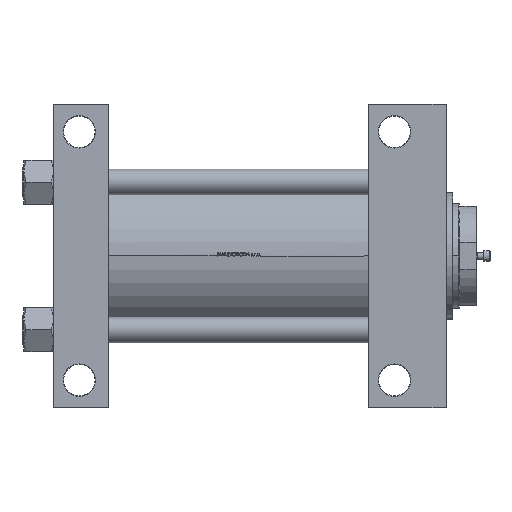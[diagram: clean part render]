
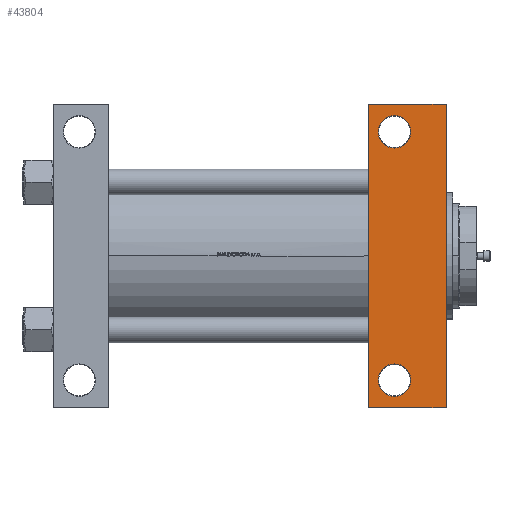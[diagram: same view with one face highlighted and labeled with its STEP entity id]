
A CAD part, front view. The second image highlights one B-rep face of the part: STEP entity #43804.
In plain terms, the highlighted face is planar.
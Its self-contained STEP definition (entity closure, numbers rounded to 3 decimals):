
#564 = CIRCLE ( 'NONE', #27983, 17. ) ;
#900 = VERTEX_POINT ( 'NONE', #34048 ) ;
#982 = PLANE ( 'NONE',  #42169 ) ;
#3213 = ORIENTED_EDGE ( 'NONE', *, *, #41571, .T. ) ;
#4233 = CARTESIAN_POINT ( 'NONE',  ( 330., -159., -102.5 ) ) ;
#4358 = CARTESIAN_POINT ( 'NONE',  ( 374., 130., -102.5 ) ) ;
#4894 = DIRECTION ( 'NONE',  ( 0., 0., -1. ) ) ;
#7026 = CARTESIAN_POINT ( 'NONE',  ( 357., -130., -102.5 ) ) ;
#8568 = ORIENTED_EDGE ( 'NONE', *, *, #32842, .T. ) ;
#9856 = CIRCLE ( 'NONE', #33338, 17. ) ;
#10408 = DIRECTION ( 'NONE',  ( 0., 1., 0. ) ) ;
#11636 = DIRECTION ( 'NONE',  ( 0., 0., 1. ) ) ;
#11725 = ORIENTED_EDGE ( 'NONE', *, *, #37215, .T. ) ;
#11749 = VERTEX_POINT ( 'NONE', #24504 ) ;
#13191 = ORIENTED_EDGE ( 'NONE', *, *, #39914, .F. ) ;
#13233 = AXIS2_PLACEMENT_3D ( 'NONE', #7026, #36684, #25182 ) ;
#14046 = AXIS2_PLACEMENT_3D ( 'NONE', #44698, #47669, #10408 ) ;
#14322 = DIRECTION ( 'NONE',  ( 0., 0., 1. ) ) ;
#14836 = ORIENTED_EDGE ( 'NONE', *, *, #44462, .T. ) ;
#14918 = ORIENTED_EDGE ( 'NONE', *, *, #41562, .T. ) ;
#15120 = LINE ( 'NONE', #30797, #45453 ) ;
#15476 = VECTOR ( 'NONE', #31582, 1000. ) ;
#16561 = CARTESIAN_POINT ( 'NONE',  ( 357., -130., -102.5 ) ) ;
#17476 = EDGE_CURVE ( 'NONE', #11749, #42820, #15120, .T. ) ;
#17528 = DIRECTION ( 'NONE',  ( 0., 1., 0. ) ) ;
#18645 = LINE ( 'NONE', #41172, #46757 ) ;
#19458 = CARTESIAN_POINT ( 'NONE',  ( 374., -130., -102.5 ) ) ;
#22914 = DIRECTION ( 'NONE',  ( 0., 1., 0. ) ) ;
#23052 = FACE_BOUND ( 'NONE', #33299, .T. ) ;
#23547 = CARTESIAN_POINT ( 'NONE',  ( 411., 102.5, -102.5 ) ) ;
#24504 = CARTESIAN_POINT ( 'NONE',  ( 330., 159., -102.5 ) ) ;
#24726 = CARTESIAN_POINT ( 'NONE',  ( 411., 102.5, -102.5 ) ) ;
#25182 = DIRECTION ( 'NONE',  ( 0., 1., 0. ) ) ;
#27122 = DIRECTION ( 'NONE',  ( 1., 0., 0. ) ) ;
#27328 = CARTESIAN_POINT ( 'NONE',  ( 357., 130., -102.5 ) ) ;
#27517 = VERTEX_POINT ( 'NONE', #19458 ) ;
#27595 = CARTESIAN_POINT ( 'NONE',  ( 411., -159., -102.5 ) ) ;
#27846 = CARTESIAN_POINT ( 'NONE',  ( 340., -130., -102.5 ) ) ;
#27983 = AXIS2_PLACEMENT_3D ( 'NONE', #16561, #14322, #17528 ) ;
#29679 = DIRECTION ( 'NONE',  ( 0., -1., 0. ) ) ;
#30797 = CARTESIAN_POINT ( 'NONE',  ( 330., 159., -102.5 ) ) ;
#31140 = DIRECTION ( 'NONE',  ( 0., 1., 0. ) ) ;
#31582 = DIRECTION ( 'NONE',  ( 0., -1., 0. ) ) ;
#32007 = CARTESIAN_POINT ( 'NONE',  ( 411., 159., -102.5 ) ) ;
#32842 = EDGE_CURVE ( 'NONE', #900, #40720, #9856, .T. ) ;
#33299 = EDGE_LOOP ( 'NONE', ( #8568, #40188 ) ) ;
#33338 = AXIS2_PLACEMENT_3D ( 'NONE', #27328, #11636, #22914 ) ;
#34048 = CARTESIAN_POINT ( 'NONE',  ( 340., 130., -102.5 ) ) ;
#34577 = FACE_OUTER_BOUND ( 'NONE', #45953, .T. ) ;
#36199 = VERTEX_POINT ( 'NONE', #27595 ) ;
#36223 = LINE ( 'NONE', #47263, #36611 ) ;
#36611 = VECTOR ( 'NONE', #39170, 1000. ) ;
#36684 = DIRECTION ( 'NONE',  ( 0., 0., 1. ) ) ;
#37029 = ORIENTED_EDGE ( 'NONE', *, *, #17476, .T. ) ;
#37215 = EDGE_CURVE ( 'NONE', #41904, #27517, #564, .T. ) ;
#37991 = FACE_BOUND ( 'NONE', #41164, .T. ) ;
#39170 = DIRECTION ( 'NONE',  ( -1., 0., 0. ) ) ;
#39914 = EDGE_CURVE ( 'NONE', #11749, #45588, #18645, .T. ) ;
#40188 = ORIENTED_EDGE ( 'NONE', *, *, #44708, .T. ) ;
#40720 = VERTEX_POINT ( 'NONE', #4358 ) ;
#41164 = EDGE_LOOP ( 'NONE', ( #11725, #14836 ) ) ;
#41172 = CARTESIAN_POINT ( 'NONE',  ( 330., 102.5, -102.5 ) ) ;
#41562 = EDGE_CURVE ( 'NONE', #36199, #45588, #36223, .T. ) ;
#41571 = EDGE_CURVE ( 'NONE', #42820, #36199, #43585, .T. ) ;
#41904 = VERTEX_POINT ( 'NONE', #27846 ) ;
#42169 = AXIS2_PLACEMENT_3D ( 'NONE', #23547, #4894, #31140 ) ;
#42204 = CIRCLE ( 'NONE', #14046, 17. ) ;
#42820 = VERTEX_POINT ( 'NONE', #32007 ) ;
#43585 = LINE ( 'NONE', #24726, #15476 ) ;
#43804 = ADVANCED_FACE ( 'NONE', ( #23052, #37991, #34577 ), #982, .T. ) ;
#44462 = EDGE_CURVE ( 'NONE', #27517, #41904, #44553, .T. ) ;
#44553 = CIRCLE ( 'NONE', #13233, 17. ) ;
#44698 = CARTESIAN_POINT ( 'NONE',  ( 357., 130., -102.5 ) ) ;
#44708 = EDGE_CURVE ( 'NONE', #40720, #900, #42204, .T. ) ;
#45453 = VECTOR ( 'NONE', #27122, 1000. ) ;
#45588 = VERTEX_POINT ( 'NONE', #4233 ) ;
#45953 = EDGE_LOOP ( 'NONE', ( #13191, #37029, #3213, #14918 ) ) ;
#46757 = VECTOR ( 'NONE', #29679, 1000. ) ;
#47263 = CARTESIAN_POINT ( 'NONE',  ( 330., -159., -102.5 ) ) ;
#47669 = DIRECTION ( 'NONE',  ( 0., 0., 1. ) ) ;
